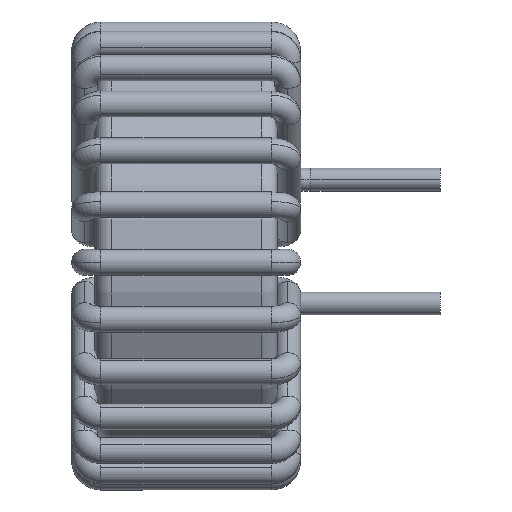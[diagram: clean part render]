
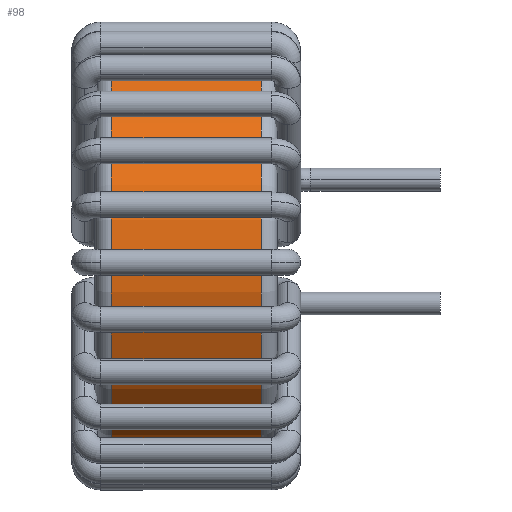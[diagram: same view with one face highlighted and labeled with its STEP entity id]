
A CAD part, left-side view. The second image highlights one B-rep face of the part: STEP entity #98.
In plain terms, the highlighted cylindrical face has radius 6.375 mm (diameter 12.75 mm), a partial arc.
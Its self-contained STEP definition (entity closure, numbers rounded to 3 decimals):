
#98 = ADVANCED_FACE ( 'NONE', ( #1147 ), #11647, .T. ) ;
#273 = CARTESIAN_POINT ( 'NONE',  ( 0., 2.31, -6.375 ) ) ;
#747 = ORIENTED_EDGE ( 'NONE', *, *, #11755, .F. ) ;
#1147 = FACE_OUTER_BOUND ( 'NONE', #16300, .T. ) ;
#2192 = DIRECTION ( 'NONE',  ( 0., 1., 0. ) ) ;
#2311 = VERTEX_POINT ( 'NONE', #273 ) ;
#3070 = DIRECTION ( 'NONE',  ( 0., 1., 0. ) ) ;
#3355 = ORIENTED_EDGE ( 'NONE', *, *, #5184, .F. ) ;
#3371 = VECTOR ( 'NONE', #3070, 1000. ) ;
#3671 = CARTESIAN_POINT ( 'NONE',  ( 0., -2.31, 0. ) ) ;
#3787 = VERTEX_POINT ( 'NONE', #12398 ) ;
#4197 = DIRECTION ( 'NONE',  ( 0., 1., 0. ) ) ;
#5184 = EDGE_CURVE ( 'NONE', #2311, #13995, #6462, .T. ) ;
#6341 = LINE ( 'NONE', #13940, #3371 ) ;
#6462 = CIRCLE ( 'NONE', #7735, 6.375 ) ;
#6789 = VECTOR ( 'NONE', #11278, 1000. ) ;
#7373 = DIRECTION ( 'NONE',  ( 0., 1., 0. ) ) ;
#7707 = AXIS2_PLACEMENT_3D ( 'NONE', #3671, #2192, #8144 ) ;
#7735 = AXIS2_PLACEMENT_3D ( 'NONE', #8851, #7373, #14962 ) ;
#8144 = DIRECTION ( 'NONE',  ( 0., 0., 1. ) ) ;
#8386 = CARTESIAN_POINT ( 'NONE',  ( 0., 2.31, 6.375 ) ) ;
#8851 = CARTESIAN_POINT ( 'NONE',  ( 0., 2.31, 0. ) ) ;
#8982 = ORIENTED_EDGE ( 'NONE', *, *, #13591, .T. ) ;
#9714 = EDGE_CURVE ( 'NONE', #10911, #13995, #6341, .T. ) ;
#10673 = ORIENTED_EDGE ( 'NONE', *, *, #9714, .T. ) ;
#10815 = AXIS2_PLACEMENT_3D ( 'NONE', #14794, #4197, #19081 ) ;
#10902 = CIRCLE ( 'NONE', #7707, 6.375 ) ;
#10911 = VERTEX_POINT ( 'NONE', #19180 ) ;
#11278 = DIRECTION ( 'NONE',  ( 0., 1., 0. ) ) ;
#11647 = CYLINDRICAL_SURFACE ( 'NONE', #10815, 6.375 ) ;
#11755 = EDGE_CURVE ( 'NONE', #3787, #2311, #14229, .T. ) ;
#12398 = CARTESIAN_POINT ( 'NONE',  ( 0., -2.31, -6.375 ) ) ;
#12961 = CARTESIAN_POINT ( 'NONE',  ( 0., 8.343, -6.375 ) ) ;
#13591 = EDGE_CURVE ( 'NONE', #3787, #10911, #10902, .T. ) ;
#13940 = CARTESIAN_POINT ( 'NONE',  ( 0., 8.343, 6.375 ) ) ;
#13995 = VERTEX_POINT ( 'NONE', #8386 ) ;
#14229 = LINE ( 'NONE', #12961, #6789 ) ;
#14794 = CARTESIAN_POINT ( 'NONE',  ( 0., 8.343, 0. ) ) ;
#14962 = DIRECTION ( 'NONE',  ( 0., 0., 1. ) ) ;
#16300 = EDGE_LOOP ( 'NONE', ( #747, #8982, #10673, #3355 ) ) ;
#19081 = DIRECTION ( 'NONE',  ( 0., 0., 1. ) ) ;
#19180 = CARTESIAN_POINT ( 'NONE',  ( 0., -2.31, 6.375 ) ) ;
